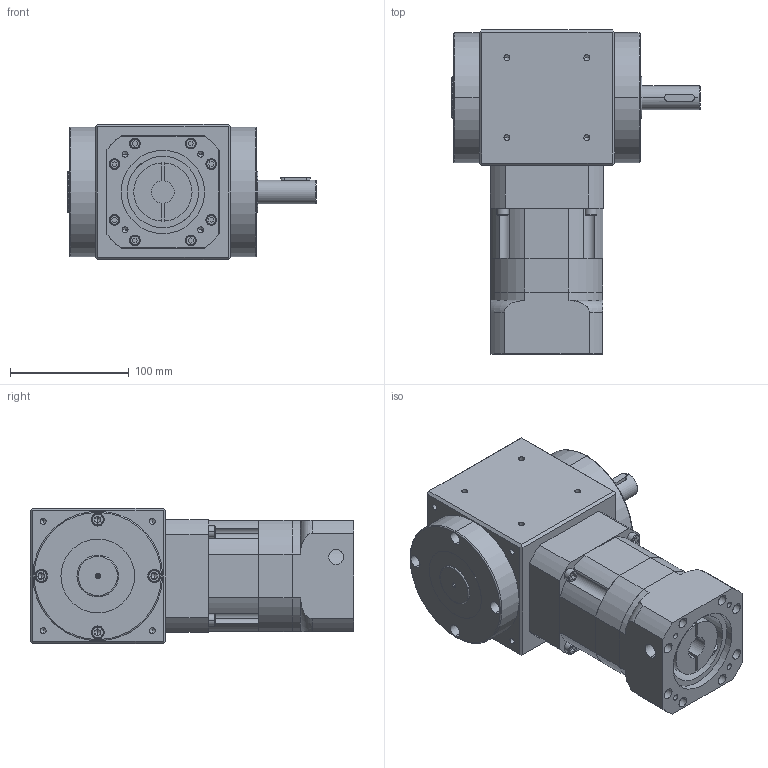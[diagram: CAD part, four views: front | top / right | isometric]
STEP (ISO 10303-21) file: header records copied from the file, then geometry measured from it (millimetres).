
FILE_DESCRIPTION (( 'STEP AP214' ), '1' );
FILE_NAME ('RAM090-L2-XX-S-19-70-90-M6_2019.STEP', '2019-04-09T02:59:28', ( 'Y' ), ( 'NCU' ), 'SwSTEP 2.0', 'SolidWorks 2016', '' );
FILE_SCHEMA (( 'AUTOMOTIVE_DESIGN' ));
Length unit declared in the file: millimetre
Products named in the file (1): RAM090-L2-XX-S-19-70-90-M6_2019
Bounding box: 209 x 272.5 x 114 mm (x, y, z)
Volume: 3074393.7 mm3; surface area: 248224.3 mm2
Topology: 4 solids, 13 shells, 664 faces, 1555 edges, 952 vertices
Faces by surface type: plane 301, cylinder 233, cone 100, torus 30
Entity records: 20205 total; most frequent: CARTESIAN_POINT 3758, DIRECTION 3386, ORIENTED_EDGE 2970, EDGE_CURVE 1485, AXIS2_PLACEMENT_3D 1272, VERTEX_POINT 952, VECTOR 842, LINE 842
